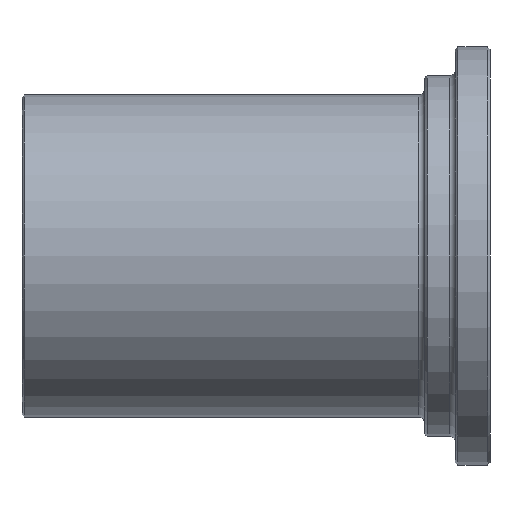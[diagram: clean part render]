
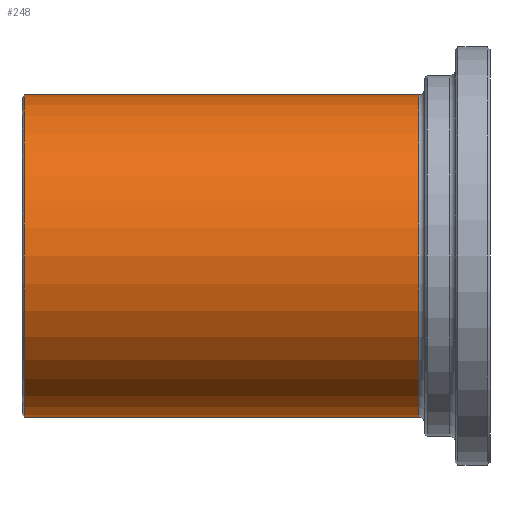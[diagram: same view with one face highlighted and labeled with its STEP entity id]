
A CAD part, front view. The second image highlights one B-rep face of the part: STEP entity #248.
In plain terms, the highlighted cylindrical face has radius 21 mm (diameter 42 mm), a full revolution.
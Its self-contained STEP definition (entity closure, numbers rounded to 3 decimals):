
#18=CYLINDRICAL_SURFACE('',#291,21.);
#33=FACE_OUTER_BOUND('',#50,.T.);
#50=EDGE_LOOP('',(#185,#186,#187,#188,#189,#190));
#68=LINE('',#441,#78);
#78=VECTOR('',#352,21.);
#90=CIRCLE('',#289,21.);
#91=CIRCLE('',#290,21.);
#92=CIRCLE('',#292,21.);
#93=CIRCLE('',#293,21.);
#115=VERTEX_POINT('',#432);
#116=VERTEX_POINT('',#433);
#117=VERTEX_POINT('',#438);
#118=VERTEX_POINT('',#439);
#140=EDGE_CURVE('',#115,#116,#90,.T.);
#141=EDGE_CURVE('',#116,#115,#91,.T.);
#143=EDGE_CURVE('',#117,#118,#92,.T.);
#144=EDGE_CURVE('',#117,#116,#68,.T.);
#145=EDGE_CURVE('',#118,#117,#93,.T.);
#185=ORIENTED_EDGE('',*,*,#143,.F.);
#186=ORIENTED_EDGE('',*,*,#144,.T.);
#187=ORIENTED_EDGE('',*,*,#140,.F.);
#188=ORIENTED_EDGE('',*,*,#141,.F.);
#189=ORIENTED_EDGE('',*,*,#144,.F.);
#190=ORIENTED_EDGE('',*,*,#145,.F.);
#248=ADVANCED_FACE('',(#33),#18,.T.);
#289=AXIS2_PLACEMENT_3D('',#434,#343,#344);
#290=AXIS2_PLACEMENT_3D('',#435,#345,#346);
#291=AXIS2_PLACEMENT_3D('',#437,#348,#349);
#292=AXIS2_PLACEMENT_3D('',#440,#350,#351);
#293=AXIS2_PLACEMENT_3D('',#442,#353,#354);
#343=DIRECTION('center_axis',(-1.,0.,0.));
#344=DIRECTION('ref_axis',(0.,-1.,0.));
#345=DIRECTION('center_axis',(-1.,0.,0.));
#346=DIRECTION('ref_axis',(0.,-1.,0.));
#348=DIRECTION('center_axis',(1.,0.,0.));
#349=DIRECTION('ref_axis',(0.,1.,0.));
#350=DIRECTION('center_axis',(1.,0.,0.));
#351=DIRECTION('ref_axis',(0.,-1.,0.));
#352=DIRECTION('',(-1.,0.,0.));
#353=DIRECTION('center_axis',(1.,0.,0.));
#354=DIRECTION('ref_axis',(0.,-1.,0.));
#432=CARTESIAN_POINT('',(-60.7,21.,0.));
#433=CARTESIAN_POINT('',(-60.7,-21.,0.));
#434=CARTESIAN_POINT('Origin',(-60.7,0.,0.));
#435=CARTESIAN_POINT('Origin',(-60.7,0.,0.));
#437=CARTESIAN_POINT('Origin',(-34.75,0.,0.));
#438=CARTESIAN_POINT('',(-9.3,-21.,0.));
#439=CARTESIAN_POINT('',(-9.3,0.,21.));
#440=CARTESIAN_POINT('Origin',(-9.3,0.,0.));
#441=CARTESIAN_POINT('',(-34.75,-21.,0.));
#442=CARTESIAN_POINT('Origin',(-9.3,0.,0.));
